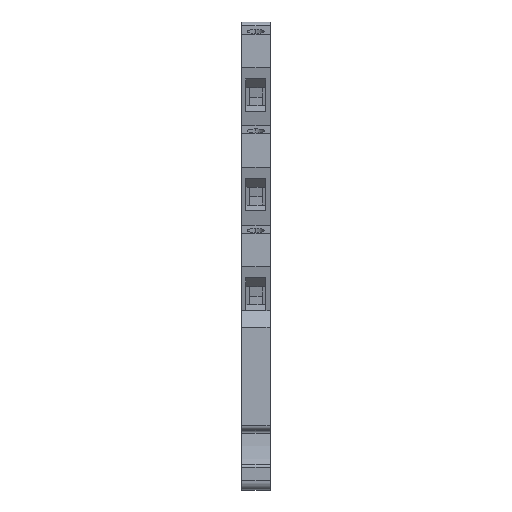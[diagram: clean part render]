
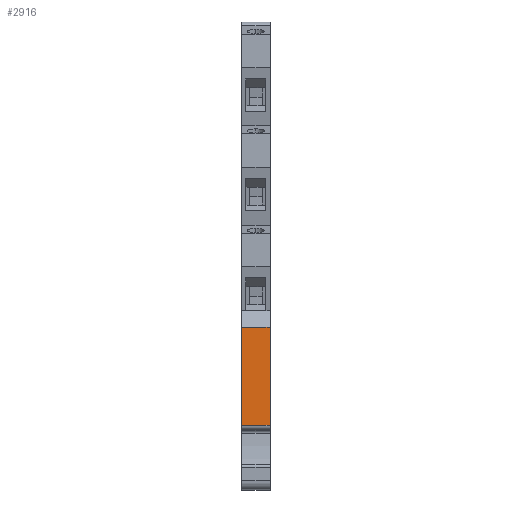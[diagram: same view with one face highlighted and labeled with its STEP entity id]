
A CAD part, front view. The second image highlights one B-rep face of the part: STEP entity #2916.
In plain terms, the highlighted planar face has unit normal (0, -1, 0).
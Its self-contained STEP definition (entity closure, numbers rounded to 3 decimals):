
#2887=AXIS2_PLACEMENT_3D('Plane Axis2P3D',#2884,#2885,#2886) ;
#1295=CARTESIAN_POINT('Vertex',(0.,1.1,13.497)) ;
#1298=CARTESIAN_POINT('Line Origine',(0.,1.1,23.747)) ;
#1302=CARTESIAN_POINT('Vertex',(0.,1.1,33.997)) ;
#2854=CARTESIAN_POINT('Line Origine',(2.55,1.1,33.997)) ;
#2858=CARTESIAN_POINT('Vertex',(5.1,1.1,33.997)) ;
#2861=CARTESIAN_POINT('Line Origine',(5.575,1.1,33.997)) ;
#2865=CARTESIAN_POINT('Vertex',(6.05,1.1,33.997)) ;
#2884=CARTESIAN_POINT('Axis2P3D Location',(5.1,1.1,33.997)) ;
#2889=CARTESIAN_POINT('Line Origine',(2.55,1.1,13.497)) ;
#2893=CARTESIAN_POINT('Vertex',(5.1,1.1,13.497)) ;
#2896=CARTESIAN_POINT('Line Origine',(5.575,1.1,13.498)) ;
#2900=CARTESIAN_POINT('Vertex',(6.05,1.1,13.498)) ;
#2903=CARTESIAN_POINT('Line Origine',(6.05,1.1,23.747)) ;
#1299=DIRECTION('Vector Direction',(0.,0.,-1.)) ;
#2855=DIRECTION('Vector Direction',(-1.,0.,0.)) ;
#2862=DIRECTION('Vector Direction',(-1.,0.,0.)) ;
#2885=DIRECTION('Axis2P3D Direction',(0.,1.,0.)) ;
#2886=DIRECTION('Axis2P3D XDirection',(-1.,0.,0.)) ;
#2890=DIRECTION('Vector Direction',(-1.,0.,0.)) ;
#2897=DIRECTION('Vector Direction',(-1.,0.,0.)) ;
#2904=DIRECTION('Vector Direction',(0.,0.,-1.)) ;
#1300=VECTOR('Line Direction',#1299,1.) ;
#2856=VECTOR('Line Direction',#2855,1.) ;
#2863=VECTOR('Line Direction',#2862,1.) ;
#2891=VECTOR('Line Direction',#2890,1.) ;
#2898=VECTOR('Line Direction',#2897,1.) ;
#2905=VECTOR('Line Direction',#2904,1.) ;
#2909=ORIENTED_EDGE('',*,*,#1304,.T.) ;
#2910=ORIENTED_EDGE('',*,*,#2895,.F.) ;
#2911=ORIENTED_EDGE('',*,*,#2902,.F.) ;
#2912=ORIENTED_EDGE('',*,*,#2907,.F.) ;
#2913=ORIENTED_EDGE('',*,*,#2867,.T.) ;
#2914=ORIENTED_EDGE('',*,*,#2860,.T.) ;
#2916=ADVANCED_FACE('Hauptkoerper',(#2915),#2888,.F.) ;
#1304=EDGE_CURVE('',#1303,#1296,#1301,.T.) ;
#2860=EDGE_CURVE('',#2859,#1303,#2857,.T.) ;
#2867=EDGE_CURVE('',#2866,#2859,#2864,.T.) ;
#2895=EDGE_CURVE('',#2894,#1296,#2892,.T.) ;
#2902=EDGE_CURVE('',#2901,#2894,#2899,.T.) ;
#2907=EDGE_CURVE('',#2866,#2901,#2906,.T.) ;
#2908=EDGE_LOOP('',(#2909,#2910,#2911,#2912,#2913,#2914)) ;
#2915=FACE_OUTER_BOUND('',#2908,.T.) ;
#1301=LINE('Line',#1298,#1300) ;
#2857=LINE('Line',#2854,#2856) ;
#2864=LINE('Line',#2861,#2863) ;
#2892=LINE('Line',#2889,#2891) ;
#2899=LINE('Line',#2896,#2898) ;
#2906=LINE('Line',#2903,#2905) ;
#2888=PLANE('',#2887) ;
#1296=VERTEX_POINT('',#1295) ;
#1303=VERTEX_POINT('',#1302) ;
#2859=VERTEX_POINT('',#2858) ;
#2866=VERTEX_POINT('',#2865) ;
#2894=VERTEX_POINT('',#2893) ;
#2901=VERTEX_POINT('',#2900) ;
